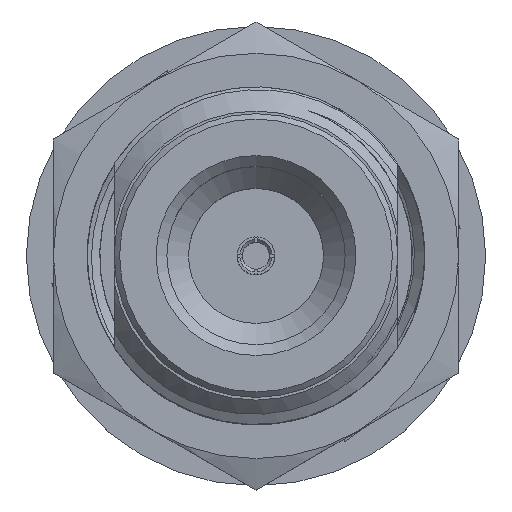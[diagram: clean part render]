
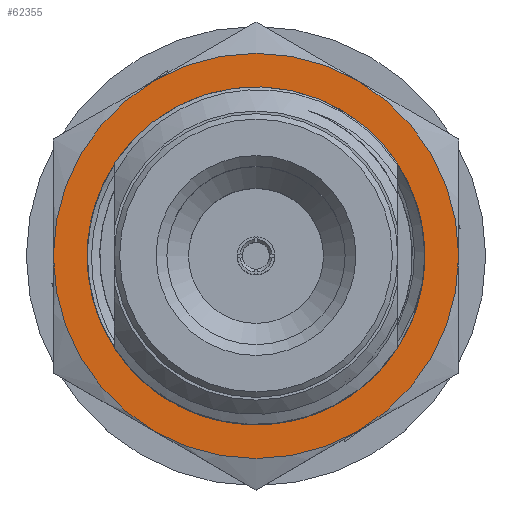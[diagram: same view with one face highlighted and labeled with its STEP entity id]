
A CAD part, top view. The second image highlights one B-rep face of the part: STEP entity #62355.
In plain terms, the highlighted planar face has unit normal (0, 0, 1).
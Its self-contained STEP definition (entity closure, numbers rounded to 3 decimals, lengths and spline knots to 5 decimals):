
#2407 = VERTEX_POINT ( 'NONE', #17253 ) ;
#2990 = VERTEX_POINT ( 'NONE', #18065 ) ;
#3339 = ORIENTED_EDGE ( 'NONE', *, *, #37881, .T. ) ;
#4055 = AXIS2_PLACEMENT_3D ( 'NONE', #42076, #55059, #49029 ) ;
#4233 = ORIENTED_EDGE ( 'NONE', *, *, #29032, .T. ) ;
#4407 = CARTESIAN_POINT ( 'NONE',  ( 0., 0., -0.448 ) ) ;
#4685 = EDGE_CURVE ( 'NONE', #65517, #28046, #36542, .T. ) ;
#5794 = DIRECTION ( 'NONE',  ( 0., 0., 1. ) ) ;
#6996 = VERTEX_POINT ( 'NONE', #24086 ) ;
#7395 = EDGE_CURVE ( 'NONE', #2990, #44990, #70579, .T. ) ;
#7401 = CARTESIAN_POINT ( 'NONE',  ( 0., 0., -0.448 ) ) ;
#10140 = DIRECTION ( 'NONE',  ( 0., 0., 1. ) ) ;
#10468 = PLANE ( 'NONE',  #69951 ) ;
#10606 = DIRECTION ( 'NONE',  ( 0.866, -0.5, 0. ) ) ;
#11605 = AXIS2_PLACEMENT_3D ( 'NONE', #56250, #5794, #89566 ) ;
#12083 = AXIS2_PLACEMENT_3D ( 'NONE', #57845, #44386, #86050 ) ;
#13115 = CIRCLE ( 'NONE', #11605, 0.375 ) ;
#16171 = DIRECTION ( 'NONE',  ( 0., 0., 1. ) ) ;
#16478 = CARTESIAN_POINT ( 'NONE',  ( -0.1875, 0.32476, -0.448 ) ) ;
#17253 = CARTESIAN_POINT ( 'NONE',  ( -0.375, 0., -0.448 ) ) ;
#18065 = CARTESIAN_POINT ( 'NONE',  ( 0.375, 0., -0.448 ) ) ;
#18171 = EDGE_CURVE ( 'NONE', #6996, #53443, #24809, .T. ) ;
#20188 = VERTEX_POINT ( 'NONE', #16478 ) ;
#21748 = DIRECTION ( 'NONE',  ( 0., 0., 1. ) ) ;
#24086 = CARTESIAN_POINT ( 'NONE',  ( -0.1875, -0.32476, -0.448 ) ) ;
#24347 = FACE_OUTER_BOUND ( 'NONE', #48312, .T. ) ;
#24809 = CIRCLE ( 'NONE', #4055, 0.375 ) ;
#27693 = DIRECTION ( 'NONE',  ( 0.866, -0.5, 0. ) ) ;
#27908 = CIRCLE ( 'NONE', #44163, 0.375 ) ;
#28046 = VERTEX_POINT ( 'NONE', #84451 ) ;
#29032 = EDGE_CURVE ( 'NONE', #2407, #6996, #13115, .T. ) ;
#32834 = ORIENTED_EDGE ( 'NONE', *, *, #18171, .T. ) ;
#33554 = AXIS2_PLACEMENT_3D ( 'NONE', #66743, #39406, #27693 ) ;
#34593 = CIRCLE ( 'NONE', #42001, 0.375 ) ;
#36082 = DIRECTION ( 'NONE',  ( 0.866, -0.5, 0. ) ) ;
#36542 = CIRCLE ( 'NONE', #33554, 0.3125 ) ;
#37881 = EDGE_CURVE ( 'NONE', #20188, #2407, #27908, .T. ) ;
#38398 = EDGE_CURVE ( 'NONE', #28046, #65517, #79633, .T. ) ;
#38810 = DIRECTION ( 'NONE',  ( 0.866, -0.5, 0. ) ) ;
#39406 = DIRECTION ( 'NONE',  ( 0., 0., 1. ) ) ;
#40195 = CARTESIAN_POINT ( 'NONE',  ( 0.1875, -0.32476, -0.448 ) ) ;
#41864 = EDGE_CURVE ( 'NONE', #44990, #20188, #34593, .T. ) ;
#42001 = AXIS2_PLACEMENT_3D ( 'NONE', #73997, #10140, #10606 ) ;
#42076 = CARTESIAN_POINT ( 'NONE',  ( 0., 0., -0.448 ) ) ;
#44163 = AXIS2_PLACEMENT_3D ( 'NONE', #86053, #21748, #36082 ) ;
#44386 = DIRECTION ( 'NONE',  ( 0., 0., 1. ) ) ;
#44990 = VERTEX_POINT ( 'NONE', #58700 ) ;
#46143 = ORIENTED_EDGE ( 'NONE', *, *, #41864, .T. ) ;
#48139 = CARTESIAN_POINT ( 'NONE',  ( 0.16585, -0.26486, -0.448 ) ) ;
#48312 = EDGE_LOOP ( 'NONE', ( #72893, #66070, #46143, #3339, #4233, #32834 ) ) ;
#49029 = DIRECTION ( 'NONE',  ( 0.866, -0.5, 0. ) ) ;
#51355 = AXIS2_PLACEMENT_3D ( 'NONE', #87414, #16171, #52262 ) ;
#51796 = DIRECTION ( 'NONE',  ( 0., 0., 1. ) ) ;
#52262 = DIRECTION ( 'NONE',  ( 0.866, -0.5, 0. ) ) ;
#52582 = DIRECTION ( 'NONE',  ( 0., 0., 1. ) ) ;
#53036 = DIRECTION ( 'NONE',  ( 0.866, -0.5, 0. ) ) ;
#53443 = VERTEX_POINT ( 'NONE', #40195 ) ;
#55036 = EDGE_LOOP ( 'NONE', ( #74043, #77587 ) ) ;
#55059 = DIRECTION ( 'NONE',  ( 0., 0., 1. ) ) ;
#56250 = CARTESIAN_POINT ( 'NONE',  ( 0., 0., -0.448 ) ) ;
#57845 = CARTESIAN_POINT ( 'NONE',  ( 0., 0., -0.448 ) ) ;
#58700 = CARTESIAN_POINT ( 'NONE',  ( 0.1875, 0.32476, -0.448 ) ) ;
#60856 = CIRCLE ( 'NONE', #12083, 0.375 ) ;
#62355 = ADVANCED_FACE ( 'NONE', ( #74770, #24347 ), #10468, .T. ) ;
#65517 = VERTEX_POINT ( 'NONE', #48139 ) ;
#66070 = ORIENTED_EDGE ( 'NONE', *, *, #7395, .T. ) ;
#66743 = CARTESIAN_POINT ( 'NONE',  ( 0., 0., -0.448 ) ) ;
#67116 = AXIS2_PLACEMENT_3D ( 'NONE', #7401, #51796, #38810 ) ;
#69951 = AXIS2_PLACEMENT_3D ( 'NONE', #4407, #52582, #53036 ) ;
#70579 = CIRCLE ( 'NONE', #51355, 0.375 ) ;
#72893 = ORIENTED_EDGE ( 'NONE', *, *, #87089, .T. ) ;
#73997 = CARTESIAN_POINT ( 'NONE',  ( 0., 0., -0.448 ) ) ;
#74043 = ORIENTED_EDGE ( 'NONE', *, *, #38398, .F. ) ;
#74770 = FACE_BOUND ( 'NONE', #55036, .T. ) ;
#77587 = ORIENTED_EDGE ( 'NONE', *, *, #4685, .F. ) ;
#79633 = CIRCLE ( 'NONE', #67116, 0.3125 ) ;
#84451 = CARTESIAN_POINT ( 'NONE',  ( 0.30456, -0.07001, -0.448 ) ) ;
#86050 = DIRECTION ( 'NONE',  ( 0.866, -0.5, 0. ) ) ;
#86053 = CARTESIAN_POINT ( 'NONE',  ( 0., 0., -0.448 ) ) ;
#87089 = EDGE_CURVE ( 'NONE', #53443, #2990, #60856, .T. ) ;
#87414 = CARTESIAN_POINT ( 'NONE',  ( 0., 0., -0.448 ) ) ;
#89566 = DIRECTION ( 'NONE',  ( 0.866, -0.5, 0. ) ) ;
